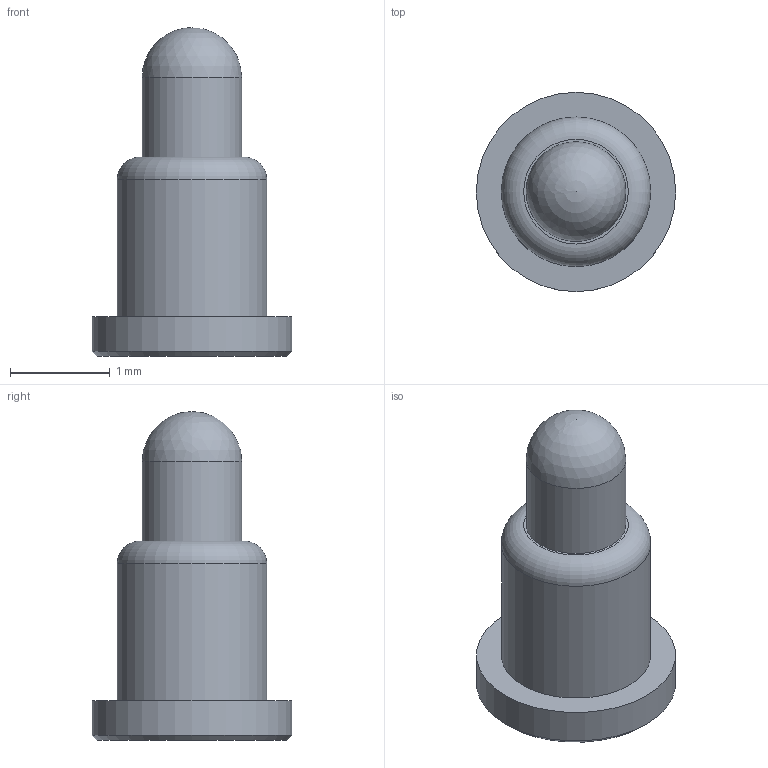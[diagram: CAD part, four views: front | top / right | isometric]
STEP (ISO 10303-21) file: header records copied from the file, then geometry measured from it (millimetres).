
FILE_DESCRIPTION(/* description */ (''),/* implementation_level */ '2;1');
FILE_NAME(/* name */ 'CPG-03-SMT-TR.step',/* time_stamp */ '2024-04-05T10:02:48+02:00',/* author */ (''),/* organization */ (''),/* preprocessor_version */ 'ST-DEVELOPER v20',/* originating_system */ 'Autodesk Translation Framework v12.20.1.177',/* authorisation */ '');
FILE_SCHEMA (('AUTOMOTIVE_DESIGN { 1 0 10303 214 3 1 1 }'));
Length unit declared in the file: millimetre
Products named in the file (1): CPG-03-SMT-TR
Bounding box: 2 x 2 x 3.3 mm (x, y, z)
Volume: 4.9 mm3; surface area: 19 mm2
Topology: 1 solids, 1 shells, 9 faces, 16 edges, 10 vertices
Faces by surface type: cylinder 3, plane 3, sphere 1, torus 1, cone 1
Full cylindrical faces by diameter (mm): 1 x1, 1.5 x1, 2 x1
Entity records: 260 total; most frequent: DIRECTION 46, CARTESIAN_POINT 35, ORIENTED_EDGE 30, AXIS2_PLACEMENT_3D 21, EDGE_CURVE 15, EDGE_LOOP 11, CIRCLE 11, VERTEX_POINT 10
